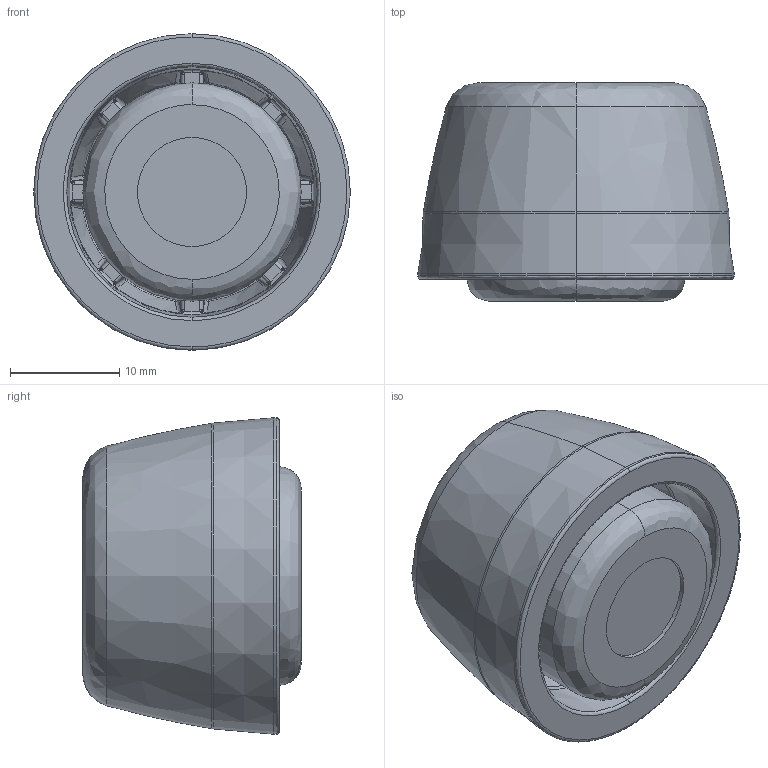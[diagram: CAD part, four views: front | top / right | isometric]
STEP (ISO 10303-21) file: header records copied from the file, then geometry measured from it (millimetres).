
FILE_DESCRIPTION (( 'STEP AP214' ), '1' );
FILE_NAME ('098d030kg.STEP', '2014-08-22T08:01:32', ( 'install' ), ( '' ), 'SwSTEP 2.0', 'SolidWorks 2014', '' );
FILE_SCHEMA (( 'AUTOMOTIVE_DESIGN' ));
Length unit declared in the file: millimetre
Products named in the file (1): 098d030kg
Bounding box: 29 x 20 x 29 mm (x, y, z)
Volume: 7959.6 mm3; surface area: 4895.2 mm2
Topology: 2 solids, 2 shells, 419 faces, 974 edges, 547 vertices
Faces by surface type: bspline 314, plane 39, cylinder 34, cone 32
Entity records: 24129 total; most frequent: CARTESIAN_POINT 12254, ORIENTED_EDGE 1916, DIRECTION 966, EDGE_CURVE 958, VERTEX_POINT 547, B_SPLINE_CURVE_WITH_KNOTS 516, AXIS2_PLACEMENT_3D 442, EDGE_LOOP 423
